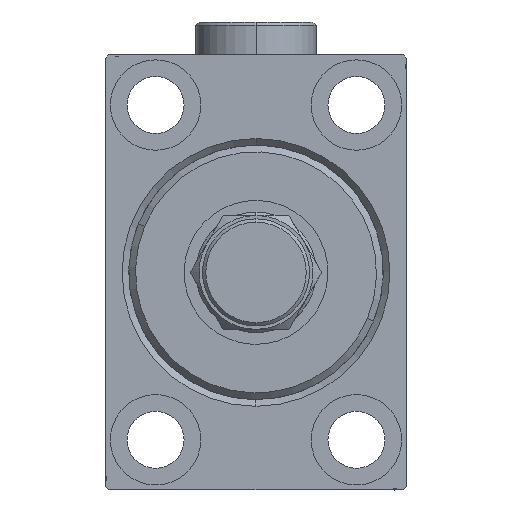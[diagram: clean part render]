
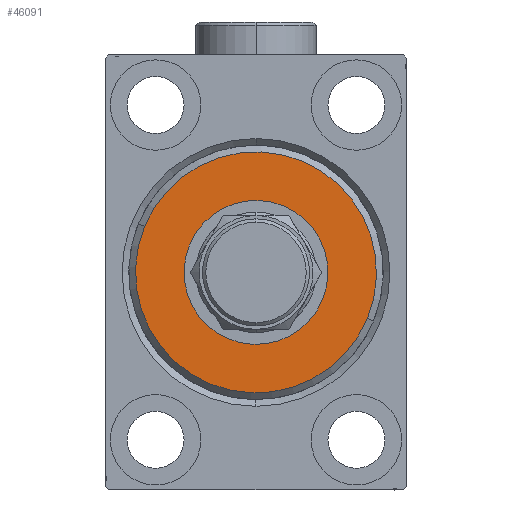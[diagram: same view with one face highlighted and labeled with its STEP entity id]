
A CAD part, left-side view. The second image highlights one B-rep face of the part: STEP entity #46091.
In plain terms, the highlighted face is planar.
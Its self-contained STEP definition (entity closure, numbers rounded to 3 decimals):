
#1072 = AXIS2_PLACEMENT_3D ( 'NONE', #9097, #38225, #20215 ) ;
#1464 = CIRCLE ( 'NONE', #34007, 18. ) ;
#3560 = EDGE_CURVE ( 'NONE', #18769, #9511, #1464, .T. ) ;
#3599 = VERTEX_POINT ( 'NONE', #20044 ) ;
#3840 = ORIENTED_EDGE ( 'NONE', *, *, #20114, .T. ) ;
#4157 = CARTESIAN_POINT ( 'NONE',  ( 3., 0., -18. ) ) ;
#4763 = CARTESIAN_POINT ( 'NONE',  ( 3., 0., 0. ) ) ;
#6050 = CARTESIAN_POINT ( 'NONE',  ( 3., 0., 0. ) ) ;
#7521 = CARTESIAN_POINT ( 'NONE',  ( 3., 0., 0. ) ) ;
#9097 = CARTESIAN_POINT ( 'NONE',  ( 3., 0., 0. ) ) ;
#9511 = VERTEX_POINT ( 'NONE', #4157 ) ;
#11890 = DIRECTION ( 'NONE',  ( 0., 0., -1. ) ) ;
#14878 = DIRECTION ( 'NONE',  ( 1., 0., 0. ) ) ;
#18769 = VERTEX_POINT ( 'NONE', #34254 ) ;
#20044 = CARTESIAN_POINT ( 'NONE',  ( 3., 0., -10.75 ) ) ;
#20114 = EDGE_CURVE ( 'NONE', #9511, #18769, #31345, .T. ) ;
#20215 = DIRECTION ( 'NONE',  ( 0., 0., -1. ) ) ;
#20515 = DIRECTION ( 'NONE',  ( 1., 0., 0. ) ) ;
#20855 = EDGE_LOOP ( 'NONE', ( #38692, #41158 ) ) ;
#22640 = CARTESIAN_POINT ( 'NONE',  ( 3., 0., 10.75 ) ) ;
#24083 = CARTESIAN_POINT ( 'NONE',  ( 3., 0., 0. ) ) ;
#24668 = AXIS2_PLACEMENT_3D ( 'NONE', #6050, #31859, #34719 ) ;
#24701 = AXIS2_PLACEMENT_3D ( 'NONE', #24083, #20515, #41623 ) ;
#25396 = CIRCLE ( 'NONE', #32937, 10.75 ) ;
#28651 = EDGE_CURVE ( 'NONE', #31709, #3599, #25396, .T. ) ;
#31345 = CIRCLE ( 'NONE', #1072, 18. ) ;
#31709 = VERTEX_POINT ( 'NONE', #22640 ) ;
#31859 = DIRECTION ( 'NONE',  ( -1., 0., 0. ) ) ;
#32566 = DIRECTION ( 'NONE',  ( -1., 0., 0. ) ) ;
#32937 = AXIS2_PLACEMENT_3D ( 'NONE', #4763, #32566, #11890 ) ;
#34007 = AXIS2_PLACEMENT_3D ( 'NONE', #7521, #14878, #43766 ) ;
#34009 = EDGE_LOOP ( 'NONE', ( #35564, #3840 ) ) ;
#34254 = CARTESIAN_POINT ( 'NONE',  ( 3., 0., 18. ) ) ;
#34719 = DIRECTION ( 'NONE',  ( 0., 0., -1. ) ) ;
#35564 = ORIENTED_EDGE ( 'NONE', *, *, #3560, .T. ) ;
#38225 = DIRECTION ( 'NONE',  ( 1., 0., 0. ) ) ;
#38692 = ORIENTED_EDGE ( 'NONE', *, *, #28651, .T. ) ;
#41158 = ORIENTED_EDGE ( 'NONE', *, *, #45112, .T. ) ;
#41623 = DIRECTION ( 'NONE',  ( 0., 0., -1. ) ) ;
#41849 = PLANE ( 'NONE',  #24701 ) ;
#42317 = FACE_BOUND ( 'NONE', #20855, .T. ) ;
#43766 = DIRECTION ( 'NONE',  ( 0., 0., -1. ) ) ;
#45103 = CIRCLE ( 'NONE', #24668, 10.75 ) ;
#45112 = EDGE_CURVE ( 'NONE', #3599, #31709, #45103, .T. ) ;
#46091 = ADVANCED_FACE ( 'NONE', ( #46107, #42317 ), #41849, .T. ) ;
#46107 = FACE_OUTER_BOUND ( 'NONE', #34009, .T. ) ;
